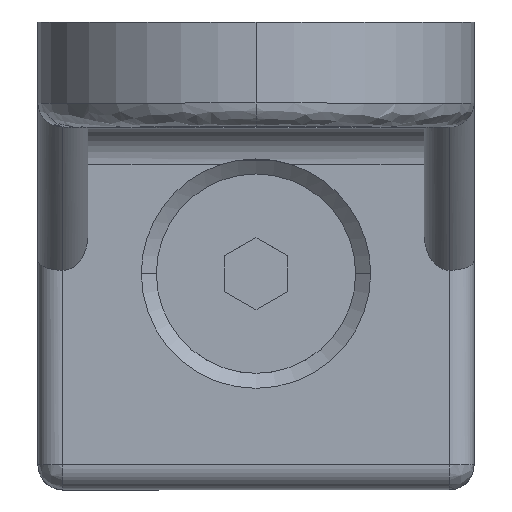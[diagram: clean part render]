
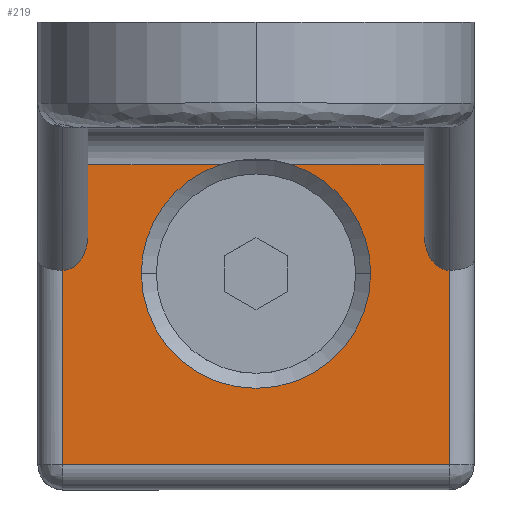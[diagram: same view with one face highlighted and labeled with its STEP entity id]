
A CAD part, top view. The second image highlights one B-rep face of the part: STEP entity #219.
In plain terms, the highlighted planar face has unit normal (0, 0, 1).
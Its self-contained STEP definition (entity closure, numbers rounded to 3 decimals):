
#2 = DIRECTION ( 'NONE',  ( 0., 0., -1. ) ) ;
#9 = VERTEX_POINT ( 'NONE', #1450 ) ;
#85 = VECTOR ( 'NONE', #606, 1000. ) ;
#116 = EDGE_CURVE ( 'NONE', #9, #2076, #294, .T. ) ;
#117 = ORIENTED_EDGE ( 'NONE', *, *, #1464, .F. ) ;
#168 = EDGE_CURVE ( 'NONE', #2076, #758, #1272, .T. ) ;
#187 = DIRECTION ( 'NONE',  ( 1., 0., 0. ) ) ;
#188 = CIRCLE ( 'NONE', #2175, 9.205 ) ;
#204 = ORIENTED_EDGE ( 'NONE', *, *, #116, .T. ) ;
#210 = DIRECTION ( 'NONE',  ( 1., 0., 0. ) ) ;
#215 = CARTESIAN_POINT ( 'NONE',  ( -17.5, -35.5, 8.4 ) ) ;
#219 = ADVANCED_FACE ( 'NONE', ( #1009 ), #1348, .T. ) ;
#254 = CARTESIAN_POINT ( 'NONE',  ( 13.5, -17.056, 8.4 ) ) ;
#272 = CARTESIAN_POINT ( 'NONE',  ( -15.5, -35.5, 8.4 ) ) ;
#286 = CARTESIAN_POINT ( 'NONE',  ( 13.5, -17.056, 8.4 ) ) ;
#291 = ORIENTED_EDGE ( 'NONE', *, *, #1426, .F. ) ;
#294 = LINE ( 'NONE', #482, #2032 ) ;
#357 = CARTESIAN_POINT ( 'NONE',  ( -13.5, -11.4, 8.4 ) ) ;
#379 = EDGE_CURVE ( 'NONE', #1916, #9, #1328, .T. ) ;
#414 = EDGE_CURVE ( 'NONE', #758, #1824, #1276, .T. ) ;
#417 = CARTESIAN_POINT ( 'NONE',  ( 13.5, -37.5, 8.4 ) ) ;
#457 = CARTESIAN_POINT ( 'NONE',  ( -15.5, -19.884, 8.4 ) ) ;
#460 = DIRECTION ( 'NONE',  ( -1., 0., 0. ) ) ;
#482 = CARTESIAN_POINT ( 'NONE',  ( -17.5, -11.4, 8.4 ) ) ;
#514 = VERTEX_POINT ( 'NONE', #1597 ) ;
#550 = EDGE_CURVE ( 'NONE', #559, #1565, #1423, .T. ) ;
#559 = VERTEX_POINT ( 'NONE', #1965 ) ;
#582 = VERTEX_POINT ( 'NONE', #2149 ) ;
#606 = DIRECTION ( 'NONE',  ( 0., -1., 0. ) ) ;
#662 = CARTESIAN_POINT ( 'NONE',  ( -13.5, -17.056, 8.4 ) ) ;
#708 = ORIENTED_EDGE ( 'NONE', *, *, #168, .T. ) ;
#722 = CARTESIAN_POINT ( 'NONE',  ( 0., -20.15, 8.4 ) ) ;
#735 = ORIENTED_EDGE ( 'NONE', *, *, #1561, .T. ) ;
#737 = DIRECTION ( 'NONE',  ( 0., 1., 0. ) ) ;
#750 = EDGE_LOOP ( 'NONE', ( #2140, #2096, #291, #117, #1944, #204, #708, #1674, #735, #1369, #1267, #1100 ) ) ;
#752 = CARTESIAN_POINT ( 'NONE',  ( 15.5, -19.884, 8.4 ) ) ;
#758 = VERTEX_POINT ( 'NONE', #957 ) ;
#810 = DIRECTION ( 'NONE',  ( 0., 0., 1. ) ) ;
#817 = CARTESIAN_POINT ( 'NONE',  ( -17.5, -37.5, 8.4 ) ) ;
#857 = EDGE_CURVE ( 'NONE', #1236, #582, #1399, .T. ) ;
#881 = DIRECTION ( 'NONE',  ( 0., 0., -1. ) ) ;
#900 = EDGE_CURVE ( 'NONE', #1061, #1236, #1032, .T. ) ;
#911 = CARTESIAN_POINT ( 'NONE',  ( 15.5, -25.302, 8.4 ) ) ;
#954 = CARTESIAN_POINT ( 'NONE',  ( -14.328, -19.884, 8.4 ) ) ;
#957 = CARTESIAN_POINT ( 'NONE',  ( 9.205, -20.15, 8.4 ) ) ;
#1009 = FACE_OUTER_BOUND ( 'NONE', #750, .T. ) ;
#1021 = LINE ( 'NONE', #911, #85 ) ;
#1032 = LINE ( 'NONE', #215, #1374 ) ;
#1033 = VECTOR ( 'NONE', #460, 1000. ) ;
#1039 = AXIS2_PLACEMENT_3D ( 'NONE', #817, #810, #2034 ) ;
#1049 = VECTOR ( 'NONE', #737, 1000. ) ;
#1061 = VERTEX_POINT ( 'NONE', #1740 ) ;
#1100 = ORIENTED_EDGE ( 'NONE', *, *, #1281, .F. ) ;
#1125 = VERTEX_POINT ( 'NONE', #1810 ) ;
#1195 = VECTOR ( 'NONE', #1761, 1000. ) ;
#1236 = VERTEX_POINT ( 'NONE', #272 ) ;
#1248 = CARTESIAN_POINT ( 'NONE',  ( -9.205, -20.15, 8.4 ) ) ;
#1267 = ORIENTED_EDGE ( 'NONE', *, *, #1386, .F. ) ;
#1272 = CIRCLE ( 'NONE', #1307, 9.205 ) ;
#1276 = CIRCLE ( 'NONE', #1429, 9.205 ) ;
#1281 = EDGE_CURVE ( 'NONE', #582, #514, #1436, .T. ) ;
#1306 = CARTESIAN_POINT ( 'NONE',  ( -13.5, -18.713, 8.4 ) ) ;
#1307 = AXIS2_PLACEMENT_3D ( 'NONE', #1494, #1703, #187 ) ;
#1328 = LINE ( 'NONE', #417, #1195 ) ;
#1348 = PLANE ( 'NONE',  #1039 ) ;
#1369 = ORIENTED_EDGE ( 'NONE', *, *, #550, .T. ) ;
#1374 = VECTOR ( 'NONE', #1904, 1000. ) ;
#1386 = EDGE_CURVE ( 'NONE', #514, #1565, #1936, .T. ) ;
#1399 = LINE ( 'NONE', #1708, #1564 ) ;
#1422 = CARTESIAN_POINT ( 'NONE',  ( 14.328, -19.884, 8.4 ) ) ;
#1423 = LINE ( 'NONE', #1785, #1033 ) ;
#1426 = EDGE_CURVE ( 'NONE', #1125, #1061, #1021, .T. ) ;
#1429 = AXIS2_PLACEMENT_3D ( 'NONE', #722, #881, #2092 ) ;
#1436 =( BOUNDED_CURVE ( )  B_SPLINE_CURVE ( 3, ( #457, #954, #1306, #662 ),
 .UNSPECIFIED., .F., .T. ) 
 B_SPLINE_CURVE_WITH_KNOTS ( ( 4, 4 ),
 ( 3.142, 4.712 ),
 .UNSPECIFIED. ) 
 CURVE ( )  GEOMETRIC_REPRESENTATION_ITEM ( )  RATIONAL_B_SPLINE_CURVE ( ( 1., 0.805, 0.805, 1. ) ) 
 REPRESENTATION_ITEM ( '' )  );
#1450 = CARTESIAN_POINT ( 'NONE',  ( 13.5, -11.4, 8.4 ) ) ;
#1464 = EDGE_CURVE ( 'NONE', #1916, #1125, #1537, .T. ) ;
#1494 = CARTESIAN_POINT ( 'NONE',  ( 0., -20.15, 8.4 ) ) ;
#1537 =( BOUNDED_CURVE ( )  B_SPLINE_CURVE ( 3, ( #254, #1599, #1422, #752 ),
 .UNSPECIFIED., .F., .F. ) 
 B_SPLINE_CURVE_WITH_KNOTS ( ( 4, 4 ),
 ( 1.571, 3.142 ),
 .UNSPECIFIED. ) 
 CURVE ( )  GEOMETRIC_REPRESENTATION_ITEM ( )  RATIONAL_B_SPLINE_CURVE ( ( 1., 0.805, 0.805, 1. ) ) 
 REPRESENTATION_ITEM ( '' )  );
#1561 = EDGE_CURVE ( 'NONE', #1824, #559, #188, .T. ) ;
#1564 = VECTOR ( 'NONE', #2027, 1000. ) ;
#1565 = VERTEX_POINT ( 'NONE', #357 ) ;
#1597 = CARTESIAN_POINT ( 'NONE',  ( -13.5, -17.056, 8.4 ) ) ;
#1599 = CARTESIAN_POINT ( 'NONE',  ( 13.5, -18.713, 8.4 ) ) ;
#1674 = ORIENTED_EDGE ( 'NONE', *, *, #414, .T. ) ;
#1703 = DIRECTION ( 'NONE',  ( 0., 0., -1. ) ) ;
#1708 = CARTESIAN_POINT ( 'NONE',  ( -15.5, -25.302, 8.4 ) ) ;
#1740 = CARTESIAN_POINT ( 'NONE',  ( 15.5, -35.5, 8.4 ) ) ;
#1761 = DIRECTION ( 'NONE',  ( 0., 1., 0. ) ) ;
#1785 = CARTESIAN_POINT ( 'NONE',  ( -17.5, -11.4, 8.4 ) ) ;
#1810 = CARTESIAN_POINT ( 'NONE',  ( 15.5, -19.884, 8.4 ) ) ;
#1824 = VERTEX_POINT ( 'NONE', #1248 ) ;
#1874 = CARTESIAN_POINT ( 'NONE',  ( 0., -20.15, 8.4 ) ) ;
#1904 = DIRECTION ( 'NONE',  ( -1., 0., 0. ) ) ;
#1916 = VERTEX_POINT ( 'NONE', #286 ) ;
#1925 = CARTESIAN_POINT ( 'NONE',  ( 2.859, -11.4, 8.4 ) ) ;
#1936 = LINE ( 'NONE', #1977, #1049 ) ;
#1944 = ORIENTED_EDGE ( 'NONE', *, *, #379, .T. ) ;
#1965 = CARTESIAN_POINT ( 'NONE',  ( -2.859, -11.4, 8.4 ) ) ;
#1977 = CARTESIAN_POINT ( 'NONE',  ( -13.5, -2.121, 8.4 ) ) ;
#2027 = DIRECTION ( 'NONE',  ( 0., 1., 0. ) ) ;
#2032 = VECTOR ( 'NONE', #2167, 1000. ) ;
#2034 = DIRECTION ( 'NONE',  ( 1., 0., 0. ) ) ;
#2076 = VERTEX_POINT ( 'NONE', #1925 ) ;
#2092 = DIRECTION ( 'NONE',  ( 1., 0., 0. ) ) ;
#2096 = ORIENTED_EDGE ( 'NONE', *, *, #900, .F. ) ;
#2140 = ORIENTED_EDGE ( 'NONE', *, *, #857, .F. ) ;
#2149 = CARTESIAN_POINT ( 'NONE',  ( -15.5, -19.884, 8.4 ) ) ;
#2167 = DIRECTION ( 'NONE',  ( -1., 0., 0. ) ) ;
#2175 = AXIS2_PLACEMENT_3D ( 'NONE', #1874, #2, #210 ) ;
